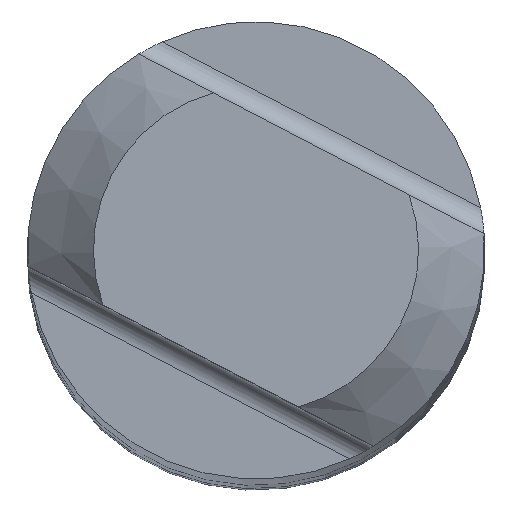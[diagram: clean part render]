
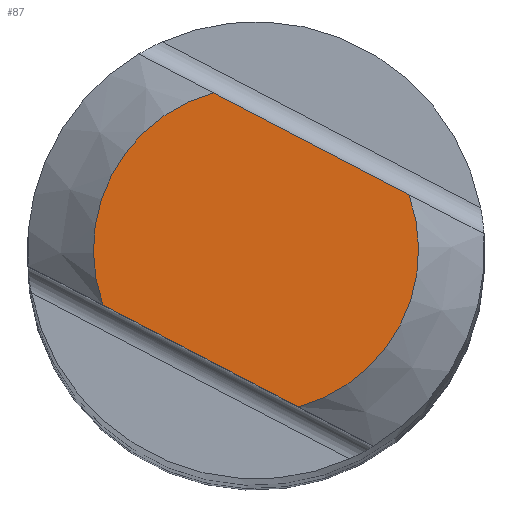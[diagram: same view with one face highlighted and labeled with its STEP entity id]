
A CAD part, top view. The second image highlights one B-rep face of the part: STEP entity #87.
In plain terms, the highlighted planar face has unit normal (0, 0, 1).
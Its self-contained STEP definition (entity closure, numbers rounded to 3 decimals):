
#35=LINE('',#534,#45);
#36=LINE('',#535,#46);
#45=VECTOR('',#367,1.);
#46=VECTOR('',#368,1.);
#87=ADVANCED_FACE('',(#108),#98,.F.);
#98=PLANE('',#313);
#108=FACE_OUTER_BOUND('',#124,.T.);
#124=EDGE_LOOP('',(#161,#162,#163,#164));
#161=ORIENTED_EDGE('',*,*,#237,.F.);
#162=ORIENTED_EDGE('',*,*,#233,.T.);
#163=ORIENTED_EDGE('',*,*,#238,.F.);
#164=ORIENTED_EDGE('',*,*,#235,.T.);
#210=VERTEX_POINT('',#514);
#211=VERTEX_POINT('',#519);
#212=VERTEX_POINT('',#526);
#213=VERTEX_POINT('',#528);
#233=EDGE_CURVE('',#210,#211,#252,.T.);
#235=EDGE_CURVE('',#213,#212,#253,.T.);
#237=EDGE_CURVE('',#210,#212,#35,.T.);
#238=EDGE_CURVE('',#213,#211,#36,.T.);
#252=CIRCLE('',#309,1.494);
#253=CIRCLE('',#311,1.494);
#309=AXIS2_PLACEMENT_3D('',#520,#359,#360);
#311=AXIS2_PLACEMENT_3D('',#527,#363,#364);
#313=AXIS2_PLACEMENT_3D('',#536,#369,#370);
#359=DIRECTION('',(0.,0.,1.));
#360=DIRECTION('',(0.045,0.999,0.));
#363=DIRECTION('',(0.,0.,1.));
#364=DIRECTION('',(0.045,0.999,0.));
#367=DIRECTION('',(0.887,-0.462,0.));
#368=DIRECTION('',(-0.887,0.462,0.));
#369=DIRECTION('',(0.,0.,-1.));
#370=DIRECTION('',(-0.045,-0.999,0.));
#514=CARTESIAN_POINT('',(-0.388,1.442,0.));
#519=CARTESIAN_POINT('',(-1.405,-0.509,0.));
#520=CARTESIAN_POINT('',(0.,0.,0.));
#526=CARTESIAN_POINT('',(1.405,0.509,0.));
#527=CARTESIAN_POINT('',(0.,0.,0.));
#528=CARTESIAN_POINT('',(0.388,-1.442,0.));
#534=CARTESIAN_POINT('',(-0.693,1.601,0.));
#535=CARTESIAN_POINT('',(-1.709,-0.35,0.));
#536=CARTESIAN_POINT('',(-1.492,0.066,0.));
